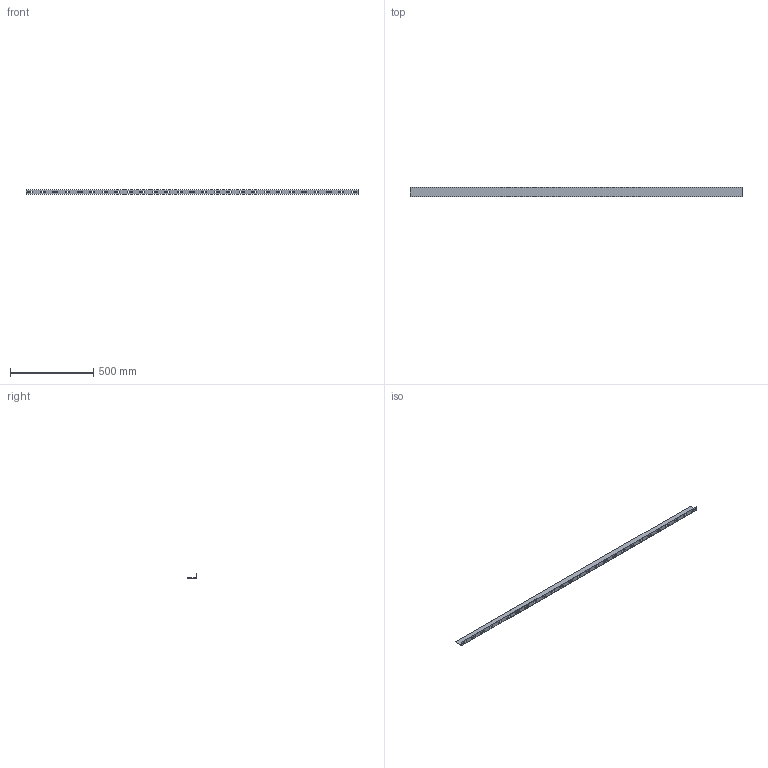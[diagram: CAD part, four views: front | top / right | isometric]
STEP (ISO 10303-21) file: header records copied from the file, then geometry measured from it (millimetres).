
FILE_DESCRIPTION (( 'STEP AP203' ), '1' );
FILE_NAME ('CLP1F-060-1 Ðàçäåëèòåëüíàÿ ïåðåãîðîäêà h60 ìì..STEP', '2016-03-03T06:37:06', ( '' ), ( '' ), 'SwSTEP 2.0', 'SolidWorks 2014', '' );
FILE_SCHEMA (( 'CONFIG_CONTROL_DESIGN' ));
Length unit declared in the file: millimetre
Products named in the file (1): CLP1F-060-1 Ðàçäåëèòåëüíàÿ ïåðåãîðîäêà h60 ìì.
Bounding box: 2000 x 55 x 25 mm (x, y, z)
Volume: 122411.3 mm3; surface area: 310823.2 mm2
Topology: 1 solids, 1 shells, 118 faces, 348 edges, 232 vertices
Faces by surface type: plane 64, cylinder 54
Entity records: 4145 total; most frequent: CARTESIAN_POINT 699, ORIENTED_EDGE 696, DIRECTION 694, EDGE_CURVE 348, LINE 240, VECTOR 240, VERTEX_POINT 232, AXIS2_PLACEMENT_3D 227
